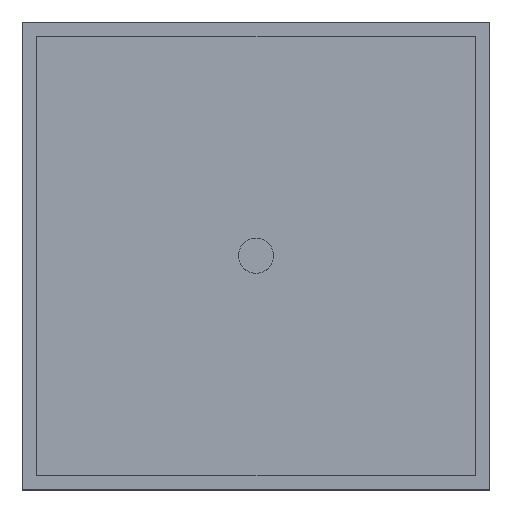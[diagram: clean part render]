
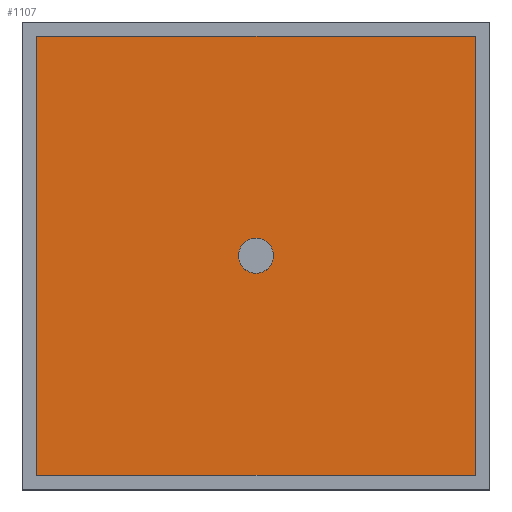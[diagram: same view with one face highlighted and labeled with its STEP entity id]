
A CAD part, top view. The second image highlights one B-rep face of the part: STEP entity #1107.
In plain terms, the highlighted planar face has unit normal (0, 0, 1).
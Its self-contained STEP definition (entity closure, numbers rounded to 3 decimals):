
#810 = PLANE('',#811);
#811 = AXIS2_PLACEMENT_3D('',#812,#813,#814);
#812 = CARTESIAN_POINT('',(0.5,0.5,2.2));
#813 = DIRECTION('',(1.,0.,0.));
#814 = DIRECTION('',(0.,0.,1.));
#838 = PLANE('',#839);
#839 = AXIS2_PLACEMENT_3D('',#840,#841,#842);
#840 = CARTESIAN_POINT('',(0.5,0.5,2.2));
#841 = DIRECTION('',(0.,1.,0.));
#842 = DIRECTION('',(0.,0.,1.));
#866 = PLANE('',#867);
#867 = AXIS2_PLACEMENT_3D('',#868,#869,#870);
#868 = CARTESIAN_POINT('',(15.5,0.5,2.2));
#869 = DIRECTION('',(1.,0.,0.));
#870 = DIRECTION('',(0.,0.,1.));
#892 = PLANE('',#893);
#893 = AXIS2_PLACEMENT_3D('',#894,#895,#896);
#894 = CARTESIAN_POINT('',(0.5,15.5,2.2));
#895 = DIRECTION('',(0.,1.,0.));
#896 = DIRECTION('',(0.,0.,1.));
#911 = VERTEX_POINT('',#912);
#912 = CARTESIAN_POINT('',(0.5,0.5,6.2));
#935 = VERTEX_POINT('',#936);
#936 = CARTESIAN_POINT('',(0.5,15.5,6.2));
#957 = EDGE_CURVE('',#911,#935,#958,.T.);
#958 = SURFACE_CURVE('',#959,(#963,#970),.PCURVE_S1.);
#959 = LINE('',#960,#961);
#960 = CARTESIAN_POINT('',(0.5,0.5,6.2));
#961 = VECTOR('',#962,1.);
#962 = DIRECTION('',(0.,1.,0.));
#963 = PCURVE('',#810,#964);
#964 = DEFINITIONAL_REPRESENTATION('',(#965),#969);
#965 = LINE('',#966,#967);
#966 = CARTESIAN_POINT('',(4.,0.));
#967 = VECTOR('',#968,1.);
#968 = DIRECTION('',(0.,-1.));
#969 = ( GEOMETRIC_REPRESENTATION_CONTEXT(2) 
PARAMETRIC_REPRESENTATION_CONTEXT() REPRESENTATION_CONTEXT('2D SPACE',''
  ) );
#970 = PCURVE('',#971,#976);
#971 = PLANE('',#972);
#972 = AXIS2_PLACEMENT_3D('',#973,#974,#975);
#973 = CARTESIAN_POINT('',(0.5,0.5,6.2));
#974 = DIRECTION('',(0.,0.,1.));
#975 = DIRECTION('',(1.,0.,0.));
#976 = DEFINITIONAL_REPRESENTATION('',(#977),#981);
#977 = LINE('',#978,#979);
#978 = CARTESIAN_POINT('',(0.,0.));
#979 = VECTOR('',#980,1.);
#980 = DIRECTION('',(0.,1.));
#981 = ( GEOMETRIC_REPRESENTATION_CONTEXT(2) 
PARAMETRIC_REPRESENTATION_CONTEXT() REPRESENTATION_CONTEXT('2D SPACE',''
  ) );
#988 = EDGE_CURVE('',#935,#989,#991,.T.);
#989 = VERTEX_POINT('',#990);
#990 = CARTESIAN_POINT('',(15.5,15.5,6.2));
#991 = SURFACE_CURVE('',#992,(#996,#1003),.PCURVE_S1.);
#992 = LINE('',#993,#994);
#993 = CARTESIAN_POINT('',(0.5,15.5,6.2));
#994 = VECTOR('',#995,1.);
#995 = DIRECTION('',(1.,0.,0.));
#996 = PCURVE('',#892,#997);
#997 = DEFINITIONAL_REPRESENTATION('',(#998),#1002);
#998 = LINE('',#999,#1000);
#999 = CARTESIAN_POINT('',(4.,0.));
#1000 = VECTOR('',#1001,1.);
#1001 = DIRECTION('',(0.,1.));
#1002 = ( GEOMETRIC_REPRESENTATION_CONTEXT(2) 
PARAMETRIC_REPRESENTATION_CONTEXT() REPRESENTATION_CONTEXT('2D SPACE',''
  ) );
#1003 = PCURVE('',#971,#1004);
#1004 = DEFINITIONAL_REPRESENTATION('',(#1005),#1009);
#1005 = LINE('',#1006,#1007);
#1006 = CARTESIAN_POINT('',(0.,15.));
#1007 = VECTOR('',#1008,1.);
#1008 = DIRECTION('',(1.,0.));
#1009 = ( GEOMETRIC_REPRESENTATION_CONTEXT(2) 
PARAMETRIC_REPRESENTATION_CONTEXT() REPRESENTATION_CONTEXT('2D SPACE',''
  ) );
#1037 = EDGE_CURVE('',#911,#1038,#1040,.T.);
#1038 = VERTEX_POINT('',#1039);
#1039 = CARTESIAN_POINT('',(15.5,0.5,6.2));
#1040 = SURFACE_CURVE('',#1041,(#1045,#1052),.PCURVE_S1.);
#1041 = LINE('',#1042,#1043);
#1042 = CARTESIAN_POINT('',(0.5,0.5,6.2));
#1043 = VECTOR('',#1044,1.);
#1044 = DIRECTION('',(1.,0.,0.));
#1045 = PCURVE('',#838,#1046);
#1046 = DEFINITIONAL_REPRESENTATION('',(#1047),#1051);
#1047 = LINE('',#1048,#1049);
#1048 = CARTESIAN_POINT('',(4.,0.));
#1049 = VECTOR('',#1050,1.);
#1050 = DIRECTION('',(0.,1.));
#1051 = ( GEOMETRIC_REPRESENTATION_CONTEXT(2) 
PARAMETRIC_REPRESENTATION_CONTEXT() REPRESENTATION_CONTEXT('2D SPACE',''
  ) );
#1052 = PCURVE('',#971,#1053);
#1053 = DEFINITIONAL_REPRESENTATION('',(#1054),#1058);
#1054 = LINE('',#1055,#1056);
#1055 = CARTESIAN_POINT('',(0.,0.));
#1056 = VECTOR('',#1057,1.);
#1057 = DIRECTION('',(1.,0.));
#1058 = ( GEOMETRIC_REPRESENTATION_CONTEXT(2) 
PARAMETRIC_REPRESENTATION_CONTEXT() REPRESENTATION_CONTEXT('2D SPACE',''
  ) );
#1087 = EDGE_CURVE('',#1038,#989,#1088,.T.);
#1088 = SURFACE_CURVE('',#1089,(#1093,#1100),.PCURVE_S1.);
#1089 = LINE('',#1090,#1091);
#1090 = CARTESIAN_POINT('',(15.5,0.5,6.2));
#1091 = VECTOR('',#1092,1.);
#1092 = DIRECTION('',(0.,1.,0.));
#1093 = PCURVE('',#866,#1094);
#1094 = DEFINITIONAL_REPRESENTATION('',(#1095),#1099);
#1095 = LINE('',#1096,#1097);
#1096 = CARTESIAN_POINT('',(4.,0.));
#1097 = VECTOR('',#1098,1.);
#1098 = DIRECTION('',(0.,-1.));
#1099 = ( GEOMETRIC_REPRESENTATION_CONTEXT(2) 
PARAMETRIC_REPRESENTATION_CONTEXT() REPRESENTATION_CONTEXT('2D SPACE',''
  ) );
#1100 = PCURVE('',#971,#1101);
#1101 = DEFINITIONAL_REPRESENTATION('',(#1102),#1106);
#1102 = LINE('',#1103,#1104);
#1103 = CARTESIAN_POINT('',(15.,0.));
#1104 = VECTOR('',#1105,1.);
#1105 = DIRECTION('',(0.,1.));
#1106 = ( GEOMETRIC_REPRESENTATION_CONTEXT(2) 
PARAMETRIC_REPRESENTATION_CONTEXT() REPRESENTATION_CONTEXT('2D SPACE',''
  ) );
#1107 = ADVANCED_FACE('',(#1108,#1114),#971,.T.);
#1108 = FACE_BOUND('',#1109,.T.);
#1109 = EDGE_LOOP('',(#1110,#1111,#1112,#1113));
#1110 = ORIENTED_EDGE('',*,*,#957,.F.);
#1111 = ORIENTED_EDGE('',*,*,#1037,.T.);
#1112 = ORIENTED_EDGE('',*,*,#1087,.T.);
#1113 = ORIENTED_EDGE('',*,*,#988,.F.);
#1114 = FACE_BOUND('',#1115,.T.);
#1115 = EDGE_LOOP('',(#1116));
#1116 = ORIENTED_EDGE('',*,*,#1117,.F.);
#1117 = EDGE_CURVE('',#1118,#1118,#1120,.T.);
#1118 = VERTEX_POINT('',#1119);
#1119 = CARTESIAN_POINT('',(8.6,8.,6.2));
#1120 = SURFACE_CURVE('',#1121,(#1126,#1133),.PCURVE_S1.);
#1121 = CIRCLE('',#1122,0.6);
#1122 = AXIS2_PLACEMENT_3D('',#1123,#1124,#1125);
#1123 = CARTESIAN_POINT('',(8.,8.,6.2));
#1124 = DIRECTION('',(0.,0.,1.));
#1125 = DIRECTION('',(1.,0.,0.));
#1126 = PCURVE('',#971,#1127);
#1127 = DEFINITIONAL_REPRESENTATION('',(#1128),#1132);
#1128 = CIRCLE('',#1129,0.6);
#1129 = AXIS2_PLACEMENT_2D('',#1130,#1131);
#1130 = CARTESIAN_POINT('',(7.5,7.5));
#1131 = DIRECTION('',(1.,0.));
#1132 = ( GEOMETRIC_REPRESENTATION_CONTEXT(2) 
PARAMETRIC_REPRESENTATION_CONTEXT() REPRESENTATION_CONTEXT('2D SPACE',''
  ) );
#1133 = PCURVE('',#1134,#1139);
#1134 = CYLINDRICAL_SURFACE('',#1135,0.6);
#1135 = AXIS2_PLACEMENT_3D('',#1136,#1137,#1138);
#1136 = CARTESIAN_POINT('',(8.,8.,0.));
#1137 = DIRECTION('',(0.,0.,1.));
#1138 = DIRECTION('',(1.,0.,0.));
#1139 = DEFINITIONAL_REPRESENTATION('',(#1140),#1144);
#1140 = LINE('',#1141,#1142);
#1141 = CARTESIAN_POINT('',(0.,6.2));
#1142 = VECTOR('',#1143,1.);
#1143 = DIRECTION('',(1.,0.));
#1144 = ( GEOMETRIC_REPRESENTATION_CONTEXT(2) 
PARAMETRIC_REPRESENTATION_CONTEXT() REPRESENTATION_CONTEXT('2D SPACE',''
  ) );
